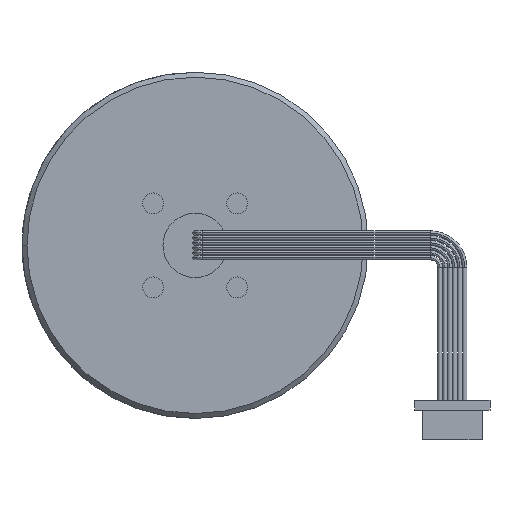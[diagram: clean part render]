
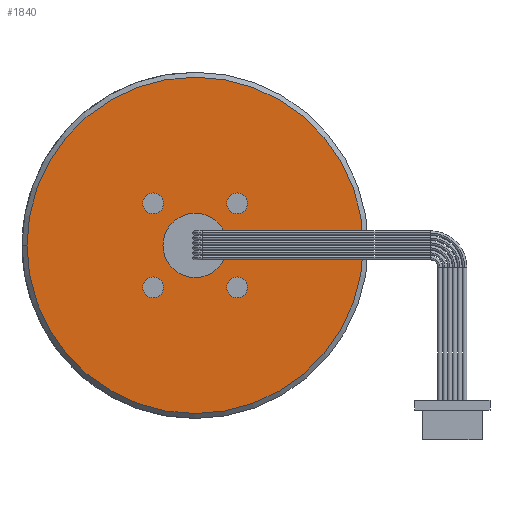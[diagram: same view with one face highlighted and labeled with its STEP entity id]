
A CAD part, front view. The second image highlights one B-rep face of the part: STEP entity #1840.
In plain terms, the highlighted planar face has unit normal (0, -1, 0).
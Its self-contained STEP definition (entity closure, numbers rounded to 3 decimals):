
#1=CARTESIAN_POINT('',(0.,0.,0.));
#2=DIRECTION('',(0.,1.,0.));
#3=DIRECTION('',(-1.,0.,0.));
#4=AXIS2_PLACEMENT_3D('',#1,#2,#3);
#6=CARTESIAN_POINT('',(0.,0.,0.));
#7=DIRECTION('',(0.,1.,0.));
#8=DIRECTION('',(0.,0.,1.));
#9=AXIS2_PLACEMENT_3D('',#6,#7,#8);
#11=CARTESIAN_POINT('',(0.,0.,0.));
#12=DIRECTION('',(0.,1.,0.));
#13=DIRECTION('',(1.,0.,0.));
#14=AXIS2_PLACEMENT_3D('',#11,#12,#13);
#16=CARTESIAN_POINT('',(0.,0.,0.));
#17=DIRECTION('',(0.,1.,0.));
#18=DIRECTION('',(0.,0.,-1.));
#19=AXIS2_PLACEMENT_3D('',#16,#17,#18);
#21=CARTESIAN_POINT('',(-4.243,0.,-4.243));
#22=DIRECTION('',(0.,-1.,0.));
#23=DIRECTION('',(-1.,0.,0.));
#24=AXIS2_PLACEMENT_3D('',#21,#22,#23);
#26=CARTESIAN_POINT('',(-4.243,0.,-4.243));
#27=DIRECTION('',(0.,-1.,0.));
#28=DIRECTION('',(1.,0.,0.));
#29=AXIS2_PLACEMENT_3D('',#26,#27,#28);
#31=CARTESIAN_POINT('',(-4.243,0.,4.243));
#32=DIRECTION('',(0.,-1.,0.));
#33=DIRECTION('',(-1.,0.,0.));
#34=AXIS2_PLACEMENT_3D('',#31,#32,#33);
#36=CARTESIAN_POINT('',(-4.243,0.,4.243));
#37=DIRECTION('',(0.,-1.,0.));
#38=DIRECTION('',(1.,0.,0.));
#39=AXIS2_PLACEMENT_3D('',#36,#37,#38);
#41=CARTESIAN_POINT('',(4.243,0.,4.243));
#42=DIRECTION('',(0.,-1.,0.));
#43=DIRECTION('',(-1.,0.,0.));
#44=AXIS2_PLACEMENT_3D('',#41,#42,#43);
#46=CARTESIAN_POINT('',(4.243,0.,4.243));
#47=DIRECTION('',(0.,-1.,0.));
#48=DIRECTION('',(1.,0.,0.));
#49=AXIS2_PLACEMENT_3D('',#46,#47,#48);
#51=CARTESIAN_POINT('',(0.,0.,0.));
#52=DIRECTION('',(0.,-1.,0.));
#53=DIRECTION('',(-1.,0.,0.));
#54=AXIS2_PLACEMENT_3D('',#51,#52,#53);
#56=CARTESIAN_POINT('',(0.,0.,0.));
#57=DIRECTION('',(0.,-1.,0.));
#58=DIRECTION('',(1.,0.,0.));
#59=AXIS2_PLACEMENT_3D('',#56,#57,#58);
#61=CARTESIAN_POINT('',(4.243,0.,-4.243));
#62=DIRECTION('',(0.,-1.,0.));
#63=DIRECTION('',(-1.,0.,0.));
#64=AXIS2_PLACEMENT_3D('',#61,#62,#63);
#66=CARTESIAN_POINT('',(4.243,0.,-4.243));
#67=DIRECTION('',(0.,-1.,0.));
#68=DIRECTION('',(1.,0.,0.));
#69=AXIS2_PLACEMENT_3D('',#66,#67,#68);
#1396=CARTESIAN_POINT('',(0.,0.,17.));
#1397=CARTESIAN_POINT('',(17.,0.,0.));
#1398=VERTEX_POINT('',#1396);
#1399=VERTEX_POINT('',#1397);
#1400=CARTESIAN_POINT('',(-17.,0.,0.));
#1401=VERTEX_POINT('',#1400);
#1402=CARTESIAN_POINT('',(0.,0.,-17.));
#1403=VERTEX_POINT('',#1402);
#1404=CARTESIAN_POINT('',(-5.293,0.,-4.243));
#1405=CARTESIAN_POINT('',(-3.193,0.,-4.243));
#1406=VERTEX_POINT('',#1404);
#1407=VERTEX_POINT('',#1405);
#1408=CARTESIAN_POINT('',(-5.293,0.,4.243));
#1409=CARTESIAN_POINT('',(-3.193,0.,4.243));
#1410=VERTEX_POINT('',#1408);
#1411=VERTEX_POINT('',#1409);
#1412=CARTESIAN_POINT('',(3.193,0.,4.243));
#1413=CARTESIAN_POINT('',(5.293,0.,4.243));
#1414=VERTEX_POINT('',#1412);
#1415=VERTEX_POINT('',#1413);
#1416=CARTESIAN_POINT('',(-3.25,0.,0.));
#1417=CARTESIAN_POINT('',(3.25,0.,0.));
#1418=VERTEX_POINT('',#1416);
#1419=VERTEX_POINT('',#1417);
#1420=CARTESIAN_POINT('',(3.193,0.,-4.243));
#1421=CARTESIAN_POINT('',(5.293,0.,-4.243));
#1422=VERTEX_POINT('',#1420);
#1423=VERTEX_POINT('',#1421);
#1795=CARTESIAN_POINT('',(0.,0.,0.));
#1796=DIRECTION('',(0.,1.,0.));
#1797=DIRECTION('',(1.,0.,0.));
#1798=AXIS2_PLACEMENT_3D('',#1795,#1796,#1797);
#1799=PLANE('',#1798);
#1801=ORIENTED_EDGE('',*,*,#1800,.T.);
#1803=ORIENTED_EDGE('',*,*,#1802,.T.);
#1805=ORIENTED_EDGE('',*,*,#1804,.T.);
#1807=ORIENTED_EDGE('',*,*,#1806,.T.);
#1808=EDGE_LOOP('',(#1801,#1803,#1805,#1807));
#1809=FACE_OUTER_BOUND('',#1808,.F.);
#1811=ORIENTED_EDGE('',*,*,#1810,.T.);
#1813=ORIENTED_EDGE('',*,*,#1812,.T.);
#1814=EDGE_LOOP('',(#1811,#1813));
#1815=FACE_BOUND('',#1814,.F.);
#1817=ORIENTED_EDGE('',*,*,#1816,.T.);
#1819=ORIENTED_EDGE('',*,*,#1818,.T.);
#1820=EDGE_LOOP('',(#1817,#1819));
#1821=FACE_BOUND('',#1820,.F.);
#1823=ORIENTED_EDGE('',*,*,#1822,.T.);
#1825=ORIENTED_EDGE('',*,*,#1824,.T.);
#1826=EDGE_LOOP('',(#1823,#1825));
#1827=FACE_BOUND('',#1826,.F.);
#1829=ORIENTED_EDGE('',*,*,#1828,.T.);
#1831=ORIENTED_EDGE('',*,*,#1830,.T.);
#1832=EDGE_LOOP('',(#1829,#1831));
#1833=FACE_BOUND('',#1832,.F.);
#1835=ORIENTED_EDGE('',*,*,#1834,.T.);
#1837=ORIENTED_EDGE('',*,*,#1836,.T.);
#1838=EDGE_LOOP('',(#1835,#1837));
#1839=FACE_BOUND('',#1838,.F.);
#1840=ADVANCED_FACE('',(#1809,#1815,#1821,#1827,#1833,#1839),#1799,.F.);
#5=CIRCLE('',#4,17.);
#10=CIRCLE('',#9,17.);
#15=CIRCLE('',#14,17.);
#20=CIRCLE('',#19,17.);
#25=CIRCLE('',#24,1.05);
#30=CIRCLE('',#29,1.05);
#35=CIRCLE('',#34,1.05);
#40=CIRCLE('',#39,1.05);
#45=CIRCLE('',#44,1.05);
#50=CIRCLE('',#49,1.05);
#55=CIRCLE('',#54,3.25);
#60=CIRCLE('',#59,3.25);
#65=CIRCLE('',#64,1.05);
#70=CIRCLE('',#69,1.05);
#1800=EDGE_CURVE('',#1401,#1398,#5,.T.);
#1802=EDGE_CURVE('',#1398,#1399,#10,.T.);
#1804=EDGE_CURVE('',#1399,#1403,#15,.T.);
#1806=EDGE_CURVE('',#1403,#1401,#20,.T.);
#1810=EDGE_CURVE('',#1406,#1407,#25,.T.);
#1812=EDGE_CURVE('',#1407,#1406,#30,.T.);
#1816=EDGE_CURVE('',#1410,#1411,#35,.T.);
#1818=EDGE_CURVE('',#1411,#1410,#40,.T.);
#1822=EDGE_CURVE('',#1414,#1415,#45,.T.);
#1824=EDGE_CURVE('',#1415,#1414,#50,.T.);
#1828=EDGE_CURVE('',#1418,#1419,#55,.T.);
#1830=EDGE_CURVE('',#1419,#1418,#60,.T.);
#1834=EDGE_CURVE('',#1422,#1423,#65,.T.);
#1836=EDGE_CURVE('',#1423,#1422,#70,.T.);
